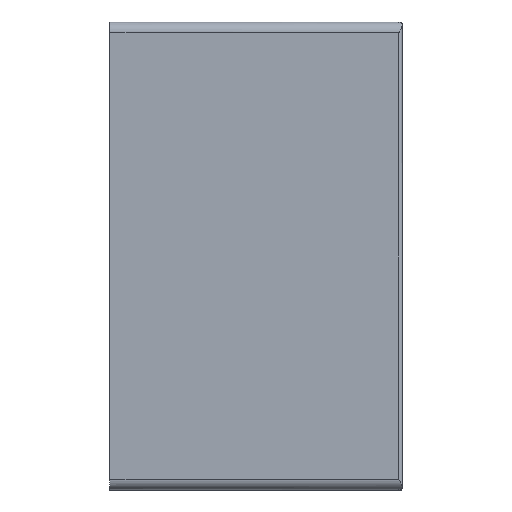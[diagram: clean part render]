
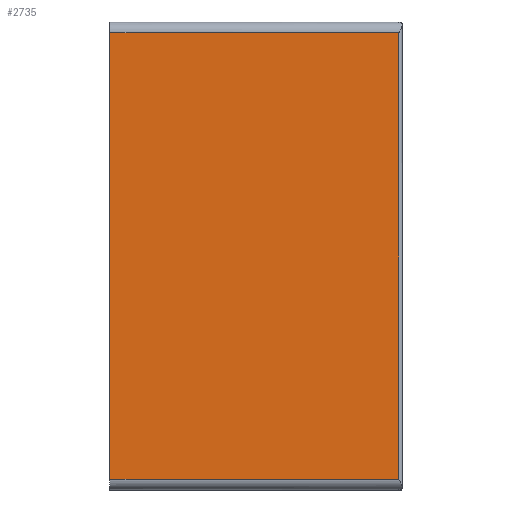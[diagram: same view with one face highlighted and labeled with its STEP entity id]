
A CAD part, front view. The second image highlights one B-rep face of the part: STEP entity #2735.
In plain terms, the highlighted planar face has unit normal (0, -1, 0).
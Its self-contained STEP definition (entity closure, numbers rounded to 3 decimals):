
#2696=CARTESIAN_POINT('',(0.,0.,29.8));
#2697=DIRECTION('',(0.,1.,0.));
#2698=DIRECTION('',(0.,0.,1.));
#2699=AXIS2_PLACEMENT_3D('',#2696,#2697,#2698);
#2700=PLANE('',#2699);
#2701=CARTESIAN_POINT('',(0.,0.,29.1));
#2702=VERTEX_POINT('',#2701);
#2703=CARTESIAN_POINT('',(0.,0.,0.7));
#2704=VERTEX_POINT('',#2703);
#2705=CARTESIAN_POINT('',(0.,0.,29.1));
#2706=DIRECTION('',(0.,-0.,-1.));
#2707=VECTOR('',#2706,28.4);
#2708=LINE('',#2705,#2707);
#2709=EDGE_CURVE('',#2702,#2704,#2708,.T.);
#2710=ORIENTED_EDGE('',*,*,#2709,.T.);
#2711=CARTESIAN_POINT('',(18.4,0.,0.7));
#2712=VERTEX_POINT('',#2711);
#2713=CARTESIAN_POINT('',(18.4,0.,0.7));
#2714=DIRECTION('',(-1.,0.,0.));
#2715=VECTOR('',#2714,18.4);
#2716=LINE('',#2713,#2715);
#2717=EDGE_CURVE('',#2712,#2704,#2716,.T.);
#2718=ORIENTED_EDGE('',*,*,#2717,.F.);
#2719=CARTESIAN_POINT('',(18.4,0.,29.1));
#2720=VERTEX_POINT('',#2719);
#2721=CARTESIAN_POINT('',(18.4,0.,29.1));
#2722=DIRECTION('',(0.,-0.,-1.));
#2723=VECTOR('',#2722,28.4);
#2724=LINE('',#2721,#2723);
#2725=EDGE_CURVE('',#2720,#2712,#2724,.T.);
#2726=ORIENTED_EDGE('',*,*,#2725,.F.);
#2727=CARTESIAN_POINT('',(18.4,0.,29.1));
#2728=DIRECTION('',(-1.,0.,0.));
#2729=VECTOR('',#2728,18.4);
#2730=LINE('',#2727,#2729);
#2731=EDGE_CURVE('',#2720,#2702,#2730,.T.);
#2732=ORIENTED_EDGE('',*,*,#2731,.T.);
#2733=EDGE_LOOP('',(#2710,#2718,#2726,#2732));
#2734=FACE_BOUND('',#2733,.T.);
#2735=ADVANCED_FACE('',(#2734),#2700,.F.);
